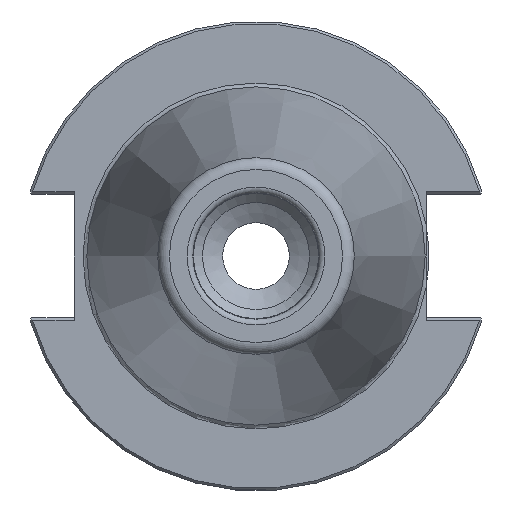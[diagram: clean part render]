
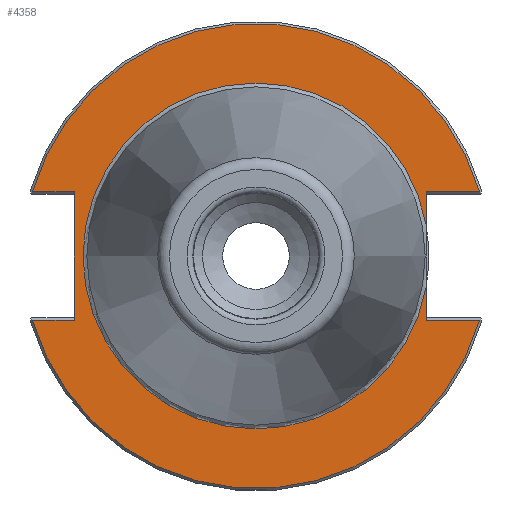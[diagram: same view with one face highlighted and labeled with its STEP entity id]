
A CAD part, left-side view. The second image highlights one B-rep face of the part: STEP entity #4358.
In plain terms, the highlighted planar face has unit normal (-1, 0, 0).
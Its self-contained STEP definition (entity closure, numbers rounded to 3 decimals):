
#320=CIRCLE('',#4743,48.25);
#322=CIRCLE('',#4746,35.9);
#323=CIRCLE('',#4747,35.9);
#324=CIRCLE('',#4748,48.25);
#564=FACE_OUTER_BOUND('',#798,.T.);
#798=EDGE_LOOP('',(#3543,#3544,#3545,#3546,#3547,#3548,#3549,#3550,#3551,
#3552,#3553));
#1144=LINE('',#7130,#1480);
#1147=LINE('',#7189,#1483);
#1148=LINE('',#7195,#1484);
#1149=LINE('',#7197,#1485);
#1150=LINE('',#7201,#1486);
#1151=LINE('',#7203,#1487);
#1152=LINE('',#7204,#1488);
#1480=VECTOR('',#5709,10.);
#1483=VECTOR('',#5728,10.);
#1484=VECTOR('',#5733,10.);
#1485=VECTOR('',#5734,10.);
#1486=VECTOR('',#5737,10.);
#1487=VECTOR('',#5738,10.);
#1488=VECTOR('',#5739,10.);
#1912=VERTEX_POINT('',#7127);
#1913=VERTEX_POINT('',#7129);
#1921=VERTEX_POINT('',#7176);
#1924=VERTEX_POINT('',#7188);
#1925=VERTEX_POINT('',#7190);
#1926=VERTEX_POINT('',#7192);
#1927=VERTEX_POINT('',#7194);
#1928=VERTEX_POINT('',#7196);
#1929=VERTEX_POINT('',#7198);
#1930=VERTEX_POINT('',#7200);
#1931=VERTEX_POINT('',#7202);
#2493=EDGE_CURVE('',#1912,#1913,#1144,.T.);
#2505=EDGE_CURVE('',#1913,#1921,#320,.T.);
#2509=EDGE_CURVE('',#1912,#1924,#1147,.T.);
#2510=EDGE_CURVE('',#1924,#1925,#322,.T.);
#2511=EDGE_CURVE('',#1925,#1926,#323,.T.);
#2512=EDGE_CURVE('',#1926,#1927,#1148,.T.);
#2513=EDGE_CURVE('',#1928,#1927,#1149,.T.);
#2514=EDGE_CURVE('',#1929,#1928,#324,.T.);
#2515=EDGE_CURVE('',#1930,#1929,#1150,.T.);
#2516=EDGE_CURVE('',#1930,#1931,#1151,.T.);
#2517=EDGE_CURVE('',#1921,#1931,#1152,.T.);
#3543=ORIENTED_EDGE('',*,*,#2493,.F.);
#3544=ORIENTED_EDGE('',*,*,#2509,.T.);
#3545=ORIENTED_EDGE('',*,*,#2510,.T.);
#3546=ORIENTED_EDGE('',*,*,#2511,.T.);
#3547=ORIENTED_EDGE('',*,*,#2512,.T.);
#3548=ORIENTED_EDGE('',*,*,#2513,.F.);
#3549=ORIENTED_EDGE('',*,*,#2514,.F.);
#3550=ORIENTED_EDGE('',*,*,#2515,.F.);
#3551=ORIENTED_EDGE('',*,*,#2516,.T.);
#3552=ORIENTED_EDGE('',*,*,#2517,.F.);
#3553=ORIENTED_EDGE('',*,*,#2505,.F.);
#4185=PLANE('',#4745);
#4358=ADVANCED_FACE('',(#564),#4185,.T.);
#4743=AXIS2_PLACEMENT_3D('',#7177,#5722,#5723);
#4745=AXIS2_PLACEMENT_3D('',#7187,#5726,#5727);
#4746=AXIS2_PLACEMENT_3D('',#7191,#5729,#5730);
#4747=AXIS2_PLACEMENT_3D('',#7193,#5731,#5732);
#4748=AXIS2_PLACEMENT_3D('',#7199,#5735,#5736);
#5709=DIRECTION('',(0.,-1.,0.));
#5722=DIRECTION('center_axis',(1.,0.,0.));
#5723=DIRECTION('ref_axis',(0.,0.,-1.));
#5726=DIRECTION('center_axis',(-1.,0.,0.));
#5727=DIRECTION('ref_axis',(0.,0.,1.));
#5728=DIRECTION('',(0.,0.,1.));
#5729=DIRECTION('center_axis',(1.,0.,0.));
#5730=DIRECTION('ref_axis',(0.,0.,-1.));
#5731=DIRECTION('center_axis',(1.,0.,0.));
#5732=DIRECTION('ref_axis',(0.,0.,-1.));
#5733=DIRECTION('',(0.,0.,1.));
#5734=DIRECTION('',(0.,1.,0.));
#5735=DIRECTION('center_axis',(1.,0.,0.));
#5736=DIRECTION('ref_axis',(0.,0.,-1.));
#5737=DIRECTION('',(0.,1.,0.));
#5738=DIRECTION('',(0.,0.,-1.));
#5739=DIRECTION('',(0.,-1.,0.));
#7127=CARTESIAN_POINT('',(3.175,-35.3,-13.325));
#7129=CARTESIAN_POINT('',(3.175,-46.373,-13.325));
#7130=CARTESIAN_POINT('',(3.175,-13.707,-13.325));
#7176=CARTESIAN_POINT('',(3.175,46.373,-13.325));
#7177=CARTESIAN_POINT('Origin',(3.175,0.,
0.));
#7187=CARTESIAN_POINT('Origin',(3.175,48.25,0.));
#7188=CARTESIAN_POINT('',(3.175,-35.3,-6.536));
#7189=CARTESIAN_POINT('',(3.175,-35.3,-6.413));
#7190=CARTESIAN_POINT('',(3.175,0.,35.9));
#7191=CARTESIAN_POINT('Origin',(3.175,0.,
0.));
#7192=CARTESIAN_POINT('',(3.175,-35.3,6.536));
#7193=CARTESIAN_POINT('Origin',(3.175,0.,
0.));
#7194=CARTESIAN_POINT('',(3.175,-35.3,13.325));
#7195=CARTESIAN_POINT('',(3.175,-35.3,-6.413));
#7196=CARTESIAN_POINT('',(3.175,-46.373,13.325));
#7197=CARTESIAN_POINT('',(3.175,6.475,13.325));
#7198=CARTESIAN_POINT('',(3.175,46.373,13.325));
#7199=CARTESIAN_POINT('Origin',(3.175,0.,
0.));
#7200=CARTESIAN_POINT('',(3.175,37.7,13.325));
#7201=CARTESIAN_POINT('',(3.175,61.395,13.325));
#7202=CARTESIAN_POINT('',(3.175,37.7,-13.325));
#7203=CARTESIAN_POINT('',(3.175,37.7,6.413));
#7204=CARTESIAN_POINT('',(3.175,42.975,-13.325));
